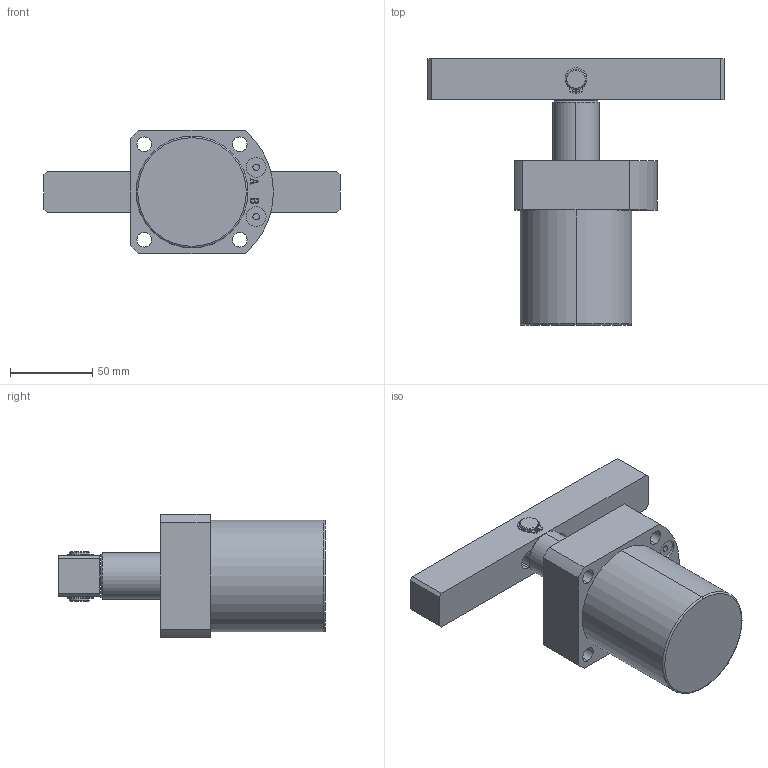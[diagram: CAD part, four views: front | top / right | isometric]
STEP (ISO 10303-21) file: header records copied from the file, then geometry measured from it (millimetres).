
FILE_DESCRIPTION (( 'STEP AP203' ), '1' );
FILE_NAME ('HSL-FAM50D.STEP', '2019-10-06T08:02:21', ( '微软用户' ), ( '微软中国' ), 'SwSTEP 2.0', 'SolidWorks 2012', '' );
FILE_SCHEMA (( 'CONFIG_CONTROL_DESIGN' ));
Length unit declared in the file: millimetre
Products named in the file (6): HSL-FAM50D; external circlip_bsi_BS 3673-4 - S011M; HSL-50D转角缸活塞杆; HSL-50D蛌褒詰揤旋杻秶; HSL-50D蛌褒詰隅弇种; HSL-FAM50S掛极
Assembly tree (6 placements, depth 2):
  HSL-FAM50D
    HSL-FAM50S掛极
    HSL-50D蛌褒詰隅弇种
    HSL-50D蛌褒詰揤旋杻秶
    HSL-50D转角缸活塞杆
    external circlip_bsi_BS 3673-4 - S011M  x2
Bounding box: 180 x 162 x 75 mm (x, y, z)
Volume: 493521.6 mm3; surface area: 89601 mm2
Topology: 6 solids, 6 shells, 216 faces, 527 edges, 344 vertices
Faces by surface type: plane 91, cylinder 89, bspline 16, cone 12, torus 8
Entity records: 7131 total; most frequent: CARTESIAN_POINT 1850, DIRECTION 981, ORIENTED_EDGE 934, EDGE_CURVE 467, AXIS2_PLACEMENT_3D 363, VERTEX_POINT 304, LINE 255, VECTOR 255
